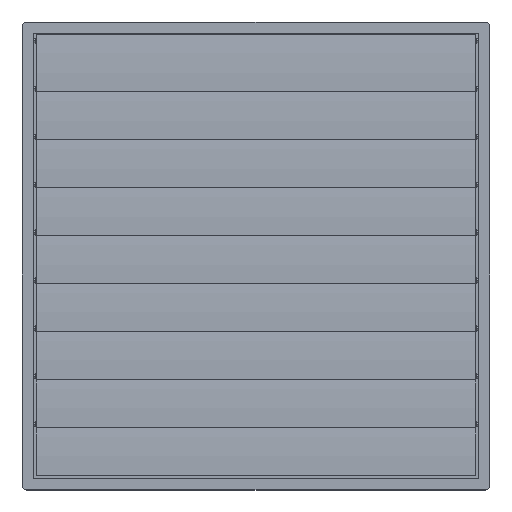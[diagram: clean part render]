
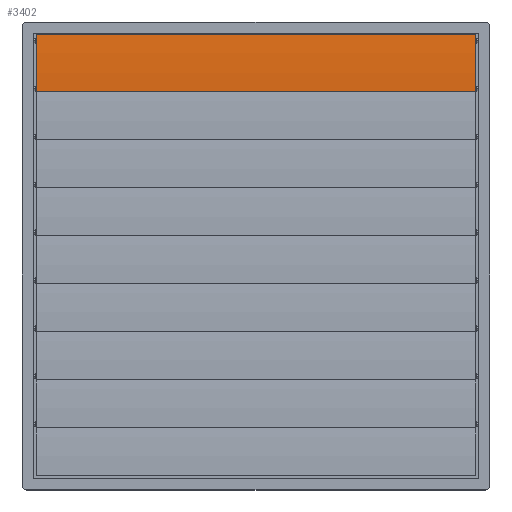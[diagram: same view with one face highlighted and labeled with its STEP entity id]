
A CAD part, top view. The second image highlights one B-rep face of the part: STEP entity #3402.
In plain terms, the highlighted cylindrical face has radius 483.877 mm (diameter 967.755 mm), a partial arc.
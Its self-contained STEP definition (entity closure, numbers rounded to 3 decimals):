
#170 = DIRECTION ( 'NONE',  ( 1., 0., 0. ) ) ;
#536 = DIRECTION ( 'NONE',  ( 1., 0., 0. ) ) ;
#547 = VECTOR ( 'NONE', #3197, 1000. ) ;
#549 = EDGE_LOOP ( 'NONE', ( #4552, #2377, #1875, #2534 ) ) ;
#556 = AXIS2_PLACEMENT_3D ( 'NONE', #2353, #170, #1683 ) ;
#633 = DIRECTION ( 'NONE',  ( 0., 0., -1. ) ) ;
#661 = EDGE_CURVE ( 'NONE', #1247, #4501, #1521, .T. ) ;
#693 = CARTESIAN_POINT ( 'NONE',  ( 235.5, 3.725, -55. ) ) ;
#862 = AXIS2_PLACEMENT_3D ( 'NONE', #1417, #3593, #2487 ) ;
#1112 = EDGE_CURVE ( 'NONE', #3995, #1490, #4165, .T. ) ;
#1247 = VERTEX_POINT ( 'NONE', #2421 ) ;
#1417 = CARTESIAN_POINT ( 'NONE',  ( 235.5, -479.565, -31.169 ) ) ;
#1490 = VERTEX_POINT ( 'NONE', #1923 ) ;
#1521 = CIRCLE ( 'NONE', #1910, 483.877 ) ;
#1551 = LINE ( 'NONE', #4104, #4622 ) ;
#1683 = DIRECTION ( 'NONE',  ( 0., 0., -1. ) ) ;
#1875 = ORIENTED_EDGE ( 'NONE', *, *, #1112, .T. ) ;
#1910 = AXIS2_PLACEMENT_3D ( 'NONE', #2688, #536, #633 ) ;
#1923 = CARTESIAN_POINT ( 'NONE',  ( -235.5, 2.804, 7. ) ) ;
#2012 = EDGE_CURVE ( 'NONE', #4501, #1490, #1551, .T. ) ;
#2215 = CARTESIAN_POINT ( 'NONE',  ( -235.5, 3.725, -55. ) ) ;
#2353 = CARTESIAN_POINT ( 'NONE',  ( -235.5, -479.565, -31.169 ) ) ;
#2377 = ORIENTED_EDGE ( 'NONE', *, *, #3026, .T. ) ;
#2421 = CARTESIAN_POINT ( 'NONE',  ( 235.5, 3.725, -55. ) ) ;
#2487 = DIRECTION ( 'NONE',  ( 0., 0., 1. ) ) ;
#2534 = ORIENTED_EDGE ( 'NONE', *, *, #2012, .F. ) ;
#2688 = CARTESIAN_POINT ( 'NONE',  ( 235.5, -479.565, -31.169 ) ) ;
#2785 = CYLINDRICAL_SURFACE ( 'NONE', #862, 483.877 ) ;
#2871 = FACE_OUTER_BOUND ( 'NONE', #549, .T. ) ;
#2927 = CARTESIAN_POINT ( 'NONE',  ( 235.5, 2.804, 7. ) ) ;
#3026 = EDGE_CURVE ( 'NONE', #1247, #3995, #4617, .T. ) ;
#3031 = DIRECTION ( 'NONE',  ( -1., 0., 0. ) ) ;
#3197 = DIRECTION ( 'NONE',  ( -1., 0., 0. ) ) ;
#3402 = ADVANCED_FACE ( 'NONE', ( #2871 ), #2785, .T. ) ;
#3593 = DIRECTION ( 'NONE',  ( -1., 0., 0. ) ) ;
#3995 = VERTEX_POINT ( 'NONE', #2215 ) ;
#4104 = CARTESIAN_POINT ( 'NONE',  ( 235.5, 2.804, 7. ) ) ;
#4165 = CIRCLE ( 'NONE', #556, 483.877 ) ;
#4501 = VERTEX_POINT ( 'NONE', #2927 ) ;
#4552 = ORIENTED_EDGE ( 'NONE', *, *, #661, .F. ) ;
#4617 = LINE ( 'NONE', #693, #547 ) ;
#4622 = VECTOR ( 'NONE', #3031, 1000. ) ;
